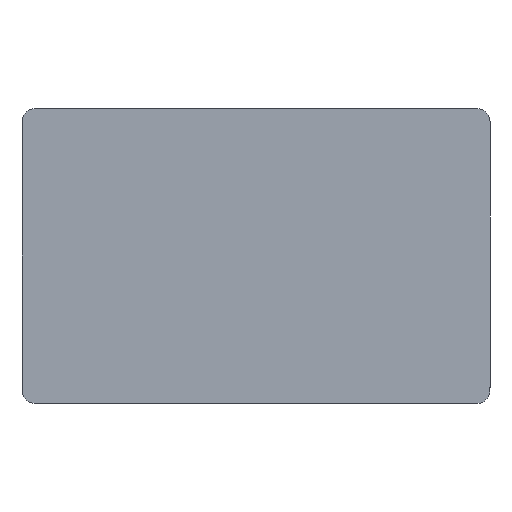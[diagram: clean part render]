
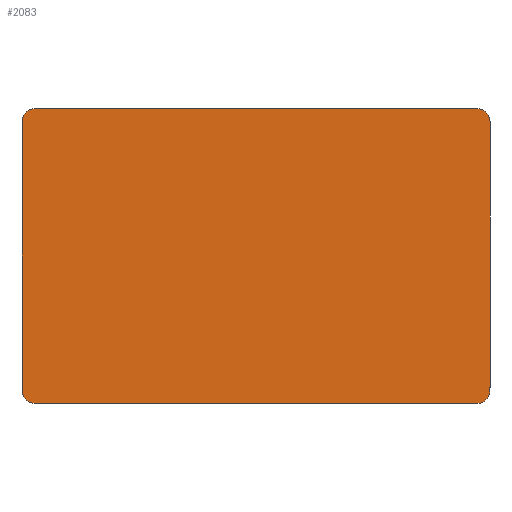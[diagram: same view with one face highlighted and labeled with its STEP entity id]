
A CAD part, front view. The second image highlights one B-rep face of the part: STEP entity #2083.
In plain terms, the highlighted planar face has unit normal (0, -1, 0).
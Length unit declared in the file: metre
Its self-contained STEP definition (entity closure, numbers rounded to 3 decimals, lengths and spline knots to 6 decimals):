
#41=CIRCLE('',#2217,0.002);
#42=CIRCLE('',#2220,0.002);
#43=CIRCLE('',#2224,0.002);
#44=CIRCLE('',#2227,0.002);
#244=ORIENTED_EDGE('',*,*,#758,.F.);
#245=ORIENTED_EDGE('',*,*,#773,.T.);
#246=ORIENTED_EDGE('',*,*,#771,.F.);
#247=ORIENTED_EDGE('',*,*,#741,.T.);
#248=ORIENTED_EDGE('',*,*,#770,.F.);
#249=ORIENTED_EDGE('',*,*,#768,.F.);
#250=ORIENTED_EDGE('',*,*,#766,.T.);
#251=ORIENTED_EDGE('',*,*,#764,.F.);
#252=ORIENTED_EDGE('',*,*,#762,.F.);
#253=ORIENTED_EDGE('',*,*,#760,.F.);
#741=EDGE_CURVE('',#1030,#1029,#1229,.T.);
#758=EDGE_CURVE('',#1039,#1040,#41,.T.);
#760=EDGE_CURVE('',#1040,#1041,#1243,.T.);
#762=EDGE_CURVE('',#1041,#1042,#42,.T.);
#764=EDGE_CURVE('',#1042,#1043,#1246,.T.);
#766=EDGE_CURVE('',#1044,#1043,#1248,.T.);
#768=EDGE_CURVE('',#1044,#1045,#43,.T.);
#770=EDGE_CURVE('',#1045,#1029,#1251,.T.);
#771=EDGE_CURVE('',#1030,#1046,#44,.T.);
#773=EDGE_CURVE('',#1039,#1046,#1253,.T.);
#1029=VERTEX_POINT('',#3101);
#1030=VERTEX_POINT('',#3103);
#1039=VERTEX_POINT('',#3134);
#1040=VERTEX_POINT('',#3136);
#1041=VERTEX_POINT('',#3140);
#1042=VERTEX_POINT('',#3144);
#1043=VERTEX_POINT('',#3148);
#1044=VERTEX_POINT('',#3152);
#1045=VERTEX_POINT('',#3156);
#1046=VERTEX_POINT('',#3162);
#1229=LINE('',#3102,#1486);
#1243=LINE('',#3139,#1500);
#1246=LINE('',#3147,#1503);
#1248=LINE('',#3151,#1505);
#1251=LINE('',#3159,#1508);
#1253=LINE('',#3165,#1510);
#1486=VECTOR('',#2460,1.);
#1500=VECTOR('',#2498,1.);
#1503=VECTOR('',#2507,1.);
#1505=VECTOR('',#2511,1.);
#1508=VECTOR('',#2520,1.);
#1510=VECTOR('',#2528,1.);
#1695=EDGE_LOOP('',(#244,#245,#246,#247,#248,#249,#250,#251,#252,#253));
#1844=FACE_BOUND('',#1695,.T.);
#1973=PLANE('',#2237);
#2083=ADVANCED_FACE('',(#1844),#1973,.T.);
#2217=AXIS2_PLACEMENT_3D('',#3135,#2493,#2494);
#2220=AXIS2_PLACEMENT_3D('',#3143,#2502,#2503);
#2224=AXIS2_PLACEMENT_3D('',#3155,#2515,#2516);
#2227=AXIS2_PLACEMENT_3D('',#3161,#2523,#2524);
#2237=AXIS2_PLACEMENT_3D('',#3180,#2546,#2547);
#2460=DIRECTION('',(1.,0.,0.));
#2493=DIRECTION('',(0.,1.,0.));
#2494=DIRECTION('',(1.,0.,0.));
#2498=DIRECTION('',(1.,0.,0.));
#2502=DIRECTION('',(0.,1.,0.));
#2503=DIRECTION('',(1.,0.,0.));
#2507=DIRECTION('',(0.,0.,-1.));
#2511=DIRECTION('',(1.,0.,0.));
#2515=DIRECTION('',(0.,1.,0.));
#2516=DIRECTION('',(1.,0.,0.));
#2520=DIRECTION('',(0.,0.,-1.));
#2523=DIRECTION('',(0.,1.,0.));
#2524=DIRECTION('',(1.,0.,0.));
#2528=DIRECTION('',(0.,0.,-1.));
#2546=DIRECTION('',(0.,-1.,0.));
#2547=DIRECTION('',(1.,0.,0.));
#3101=CARTESIAN_POINT('',(0.110178,-0.004572,0.014895));
#3102=CARTESIAN_POINT('',(0.076711,-0.004572,0.014895));
#3103=CARTESIAN_POINT('',(0.043245,-0.004572,0.014895));
#3134=CARTESIAN_POINT('',(0.041245,-0.004572,0.057705));
#3135=CARTESIAN_POINT('',(0.043245,-0.004572,0.057705));
#3136=CARTESIAN_POINT('',(0.043245,-0.004572,0.059705));
#3139=CARTESIAN_POINT('',(0.077903,-0.004572,0.059705));
#3140=CARTESIAN_POINT('',(0.110355,-0.004572,0.059705));
#3143=CARTESIAN_POINT('',(0.110355,-0.004572,0.057705));
#3144=CARTESIAN_POINT('',(0.112355,-0.004572,0.057705));
#3147=CARTESIAN_POINT('',(0.112355,-0.004572,0.03751));
#3148=CARTESIAN_POINT('',(0.112355,-0.004572,0.017315));
#3151=CARTESIAN_POINT('',(0.112333,-0.004572,0.017315));
#3152=CARTESIAN_POINT('',(0.11231,-0.004572,0.017315));
#3155=CARTESIAN_POINT('',(0.110355,-0.004572,0.016895));
#3156=CARTESIAN_POINT('',(0.110178,-0.004572,0.014903));
#3159=CARTESIAN_POINT('',(0.110178,-0.004572,0.014899));
#3161=CARTESIAN_POINT('',(0.043245,-0.004572,0.016895));
#3162=CARTESIAN_POINT('',(0.041245,-0.004572,0.016895));
#3165=CARTESIAN_POINT('',(0.041245,-0.004572,0.056903));
#3180=CARTESIAN_POINT('',(0.0768,-0.004572,0.0373));
